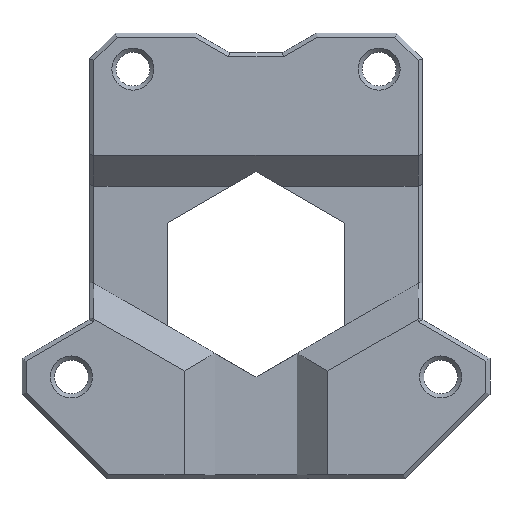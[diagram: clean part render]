
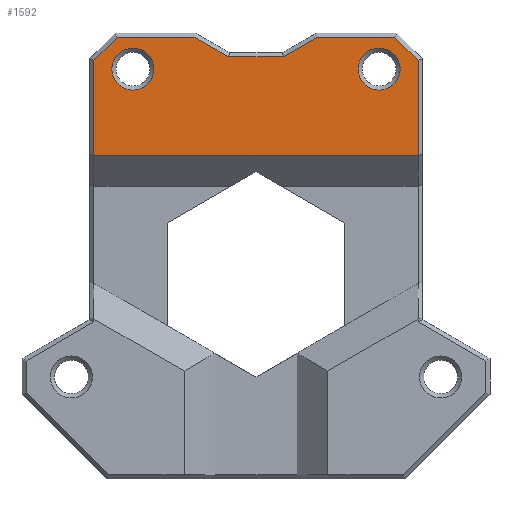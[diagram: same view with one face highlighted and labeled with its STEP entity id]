
A CAD part, front view. The second image highlights one B-rep face of the part: STEP entity #1592.
In plain terms, the highlighted planar face has unit normal (0, -1, 0).
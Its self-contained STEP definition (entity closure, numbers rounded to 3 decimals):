
#32=FACE_BOUND('',#174,.T.);
#33=FACE_BOUND('',#175,.T.);
#40=CIRCLE('',#1707,2.05);
#41=CIRCLE('',#1708,2.05);
#72=FACE_OUTER_BOUND('',#173,.T.);
#173=EDGE_LOOP('',(#1149,#1150,#1151,#1152,#1153,#1154,#1155,#1156,#1157,
#1158));
#174=EDGE_LOOP('',(#1159));
#175=EDGE_LOOP('',(#1160));
#306=LINE('',#2349,#517);
#320=LINE('',#2378,#531);
#330=LINE('',#2397,#541);
#331=LINE('',#2399,#542);
#332=LINE('',#2401,#543);
#333=LINE('',#2403,#544);
#334=LINE('',#2405,#545);
#335=LINE('',#2407,#546);
#336=LINE('',#2409,#547);
#337=LINE('',#2410,#548);
#517=VECTOR('',#1883,10.);
#531=VECTOR('',#1905,10.);
#541=VECTOR('',#1923,10.);
#542=VECTOR('',#1924,10.);
#543=VECTOR('',#1925,10.);
#544=VECTOR('',#1926,10.);
#545=VECTOR('',#1927,10.);
#546=VECTOR('',#1928,10.);
#547=VECTOR('',#1929,10.);
#548=VECTOR('',#1930,10.);
#719=VERTEX_POINT('',#2341);
#721=VERTEX_POINT('',#2347);
#727=VERTEX_POINT('',#2362);
#737=VERTEX_POINT('',#2396);
#738=VERTEX_POINT('',#2398);
#739=VERTEX_POINT('',#2400);
#740=VERTEX_POINT('',#2402);
#741=VERTEX_POINT('',#2404);
#742=VERTEX_POINT('',#2406);
#743=VERTEX_POINT('',#2408);
#744=VERTEX_POINT('',#2411);
#745=VERTEX_POINT('',#2413);
#864=EDGE_CURVE('',#721,#719,#306,.T.);
#878=EDGE_CURVE('',#727,#719,#320,.T.);
#888=EDGE_CURVE('',#737,#721,#330,.T.);
#889=EDGE_CURVE('',#738,#737,#331,.T.);
#890=EDGE_CURVE('',#739,#738,#332,.T.);
#891=EDGE_CURVE('',#740,#739,#333,.T.);
#892=EDGE_CURVE('',#741,#740,#334,.T.);
#893=EDGE_CURVE('',#742,#741,#335,.T.);
#894=EDGE_CURVE('',#743,#742,#336,.T.);
#895=EDGE_CURVE('',#727,#743,#337,.T.);
#896=EDGE_CURVE('',#744,#744,#40,.T.);
#897=EDGE_CURVE('',#745,#745,#41,.T.);
#1149=ORIENTED_EDGE('',*,*,#878,.T.);
#1150=ORIENTED_EDGE('',*,*,#864,.F.);
#1151=ORIENTED_EDGE('',*,*,#888,.F.);
#1152=ORIENTED_EDGE('',*,*,#889,.F.);
#1153=ORIENTED_EDGE('',*,*,#890,.F.);
#1154=ORIENTED_EDGE('',*,*,#891,.F.);
#1155=ORIENTED_EDGE('',*,*,#892,.F.);
#1156=ORIENTED_EDGE('',*,*,#893,.F.);
#1157=ORIENTED_EDGE('',*,*,#894,.F.);
#1158=ORIENTED_EDGE('',*,*,#895,.F.);
#1159=ORIENTED_EDGE('',*,*,#896,.F.);
#1160=ORIENTED_EDGE('',*,*,#897,.F.);
#1508=PLANE('',#1706);
#1592=ADVANCED_FACE('',(#72,#32,#33),#1508,.F.);
#1706=AXIS2_PLACEMENT_3D('',#2395,#1921,#1922);
#1707=AXIS2_PLACEMENT_3D('',#2412,#1931,#1932);
#1708=AXIS2_PLACEMENT_3D('',#2414,#1933,#1934);
#1883=DIRECTION('',(0.,0.,-1.));
#1905=DIRECTION('',(1.,0.,0.));
#1921=DIRECTION('center_axis',(0.,1.,0.));
#1922=DIRECTION('ref_axis',(-1.,0.,0.));
#1923=DIRECTION('',(0.707,0.,-0.707));
#1924=DIRECTION('',(1.,0.,0.));
#1925=DIRECTION('',(0.866,0.,0.5));
#1926=DIRECTION('',(1.,0.,0.));
#1927=DIRECTION('',(0.866,0.,-0.5));
#1928=DIRECTION('',(1.,0.,0.));
#1929=DIRECTION('',(0.707,0.,0.707));
#1930=DIRECTION('',(0.,0.,1.));
#1931=DIRECTION('center_axis',(0.,-1.,0.));
#1932=DIRECTION('ref_axis',(-1.,0.,0.));
#1933=DIRECTION('center_axis',(0.,-1.,0.));
#1934=DIRECTION('ref_axis',(-1.,0.,0.));
#2341=CARTESIAN_POINT('',(15.8,11.,46.586));
#2347=CARTESIAN_POINT('',(15.8,11.,55.857));
#2349=CARTESIAN_POINT('',(15.8,11.,44.283));
#2362=CARTESIAN_POINT('',(-15.8,11.,46.586));
#2378=CARTESIAN_POINT('',(-4.05,11.,46.586));
#2395=CARTESIAN_POINT('Origin',(0.,11.,32.543));
#2396=CARTESIAN_POINT('',(13.534,11.,58.123));
#2397=CARTESIAN_POINT('',(16.487,11.,55.17));
#2398=CARTESIAN_POINT('',(6.013,11.,58.123));
#2399=CARTESIAN_POINT('',(2.953,11.,58.123));
#2400=CARTESIAN_POINT('',(2.673,11.,56.195));
#2401=CARTESIAN_POINT('',(-3.404,11.,52.686));
#2402=CARTESIAN_POINT('',(-2.673,11.,56.195));
#2403=CARTESIAN_POINT('',(-1.283,11.,56.195));
#2404=CARTESIAN_POINT('',(-6.013,11.,58.123));
#2405=CARTESIAN_POINT('',(1.734,11.,53.65));
#2406=CARTESIAN_POINT('',(-13.534,11.,58.123));
#2407=CARTESIAN_POINT('',(-6.85,11.,58.123));
#2408=CARTESIAN_POINT('',(-15.8,11.,55.857));
#2409=CARTESIAN_POINT('',(-17.737,11.,53.92));
#2410=CARTESIAN_POINT('',(-15.8,11.,31.57));
#2411=CARTESIAN_POINT('',(-9.95,11.,55.));
#2412=CARTESIAN_POINT('Origin',(-12.,11.,55.));
#2413=CARTESIAN_POINT('',(14.05,11.,55.));
#2414=CARTESIAN_POINT('Origin',(12.,11.,55.));
